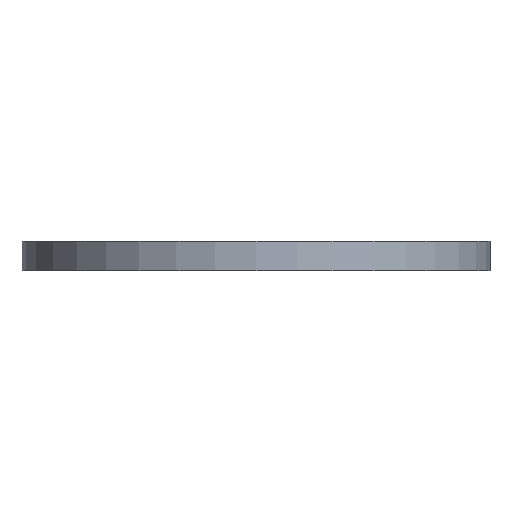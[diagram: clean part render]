
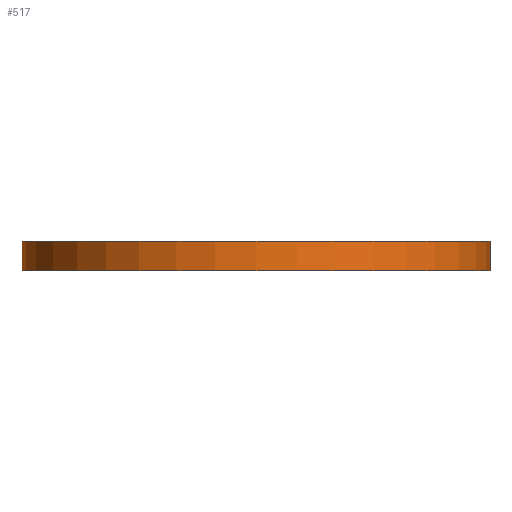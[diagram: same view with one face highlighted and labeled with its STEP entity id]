
A CAD part, front view. The second image highlights one B-rep face of the part: STEP entity #517.
In plain terms, the highlighted cylindrical face has radius 56 mm (diameter 112 mm), a partial arc.
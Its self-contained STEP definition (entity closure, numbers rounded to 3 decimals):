
#32 = ORIENTED_EDGE ( 'NONE', *, *, #326, .F. ) ;
#71 = AXIS2_PLACEMENT_3D ( 'NONE', #388, #845, #448 ) ;
#73 = DIRECTION ( 'NONE',  ( 0., 0., 1. ) ) ;
#116 = AXIS2_PLACEMENT_3D ( 'NONE', #477, #73, #547 ) ;
#139 = ORIENTED_EDGE ( 'NONE', *, *, #806, .T. ) ;
#153 = CARTESIAN_POINT ( 'NONE',  ( -56., 0., 0. ) ) ;
#156 = LINE ( 'NONE', #186, #347 ) ;
#186 = CARTESIAN_POINT ( 'NONE',  ( 56., 0., 0. ) ) ;
#205 = EDGE_CURVE ( 'NONE', #803, #771, #374, .T. ) ;
#291 = CARTESIAN_POINT ( 'NONE',  ( 56., 0., 0. ) ) ;
#310 = CARTESIAN_POINT ( 'NONE',  ( -56., 0., 0. ) ) ;
#326 = EDGE_CURVE ( 'NONE', #803, #548, #575, .T. ) ;
#347 = VECTOR ( 'NONE', #584, 1000. ) ;
#374 = CIRCLE ( 'NONE', #116, 56. ) ;
#376 = FACE_OUTER_BOUND ( 'NONE', #631, .T. ) ;
#388 = CARTESIAN_POINT ( 'NONE',  ( 0., 0., 0. ) ) ;
#402 = VECTOR ( 'NONE', #760, 1000. ) ;
#412 = CIRCLE ( 'NONE', #71, 56. ) ;
#448 = DIRECTION ( 'NONE',  ( 1., 0., 0. ) ) ;
#467 = EDGE_CURVE ( 'NONE', #548, #871, #412, .T. ) ;
#477 = CARTESIAN_POINT ( 'NONE',  ( 0., 0., -7. ) ) ;
#478 = AXIS2_PLACEMENT_3D ( 'NONE', #754, #883, #482 ) ;
#482 = DIRECTION ( 'NONE',  ( 1., 0., 0. ) ) ;
#517 = ADVANCED_FACE ( 'NONE', ( #376 ), #521, .T. ) ;
#521 = CYLINDRICAL_SURFACE ( 'NONE', #478, 56. ) ;
#547 = DIRECTION ( 'NONE',  ( 1., 0., 0. ) ) ;
#548 = VERTEX_POINT ( 'NONE', #153 ) ;
#575 = LINE ( 'NONE', #310, #402 ) ;
#579 = CARTESIAN_POINT ( 'NONE',  ( 56., 0., -7. ) ) ;
#584 = DIRECTION ( 'NONE',  ( 0., 0., 1. ) ) ;
#631 = EDGE_LOOP ( 'NONE', ( #32, #650, #139, #818 ) ) ;
#648 = CARTESIAN_POINT ( 'NONE',  ( -56., 0., -7. ) ) ;
#650 = ORIENTED_EDGE ( 'NONE', *, *, #205, .T. ) ;
#754 = CARTESIAN_POINT ( 'NONE',  ( 0., 0., 0. ) ) ;
#760 = DIRECTION ( 'NONE',  ( 0., 0., 1. ) ) ;
#771 = VERTEX_POINT ( 'NONE', #579 ) ;
#803 = VERTEX_POINT ( 'NONE', #648 ) ;
#806 = EDGE_CURVE ( 'NONE', #771, #871, #156, .T. ) ;
#818 = ORIENTED_EDGE ( 'NONE', *, *, #467, .F. ) ;
#845 = DIRECTION ( 'NONE',  ( 0., 0., 1. ) ) ;
#871 = VERTEX_POINT ( 'NONE', #291 ) ;
#883 = DIRECTION ( 'NONE',  ( 0., 0., 1. ) ) ;
